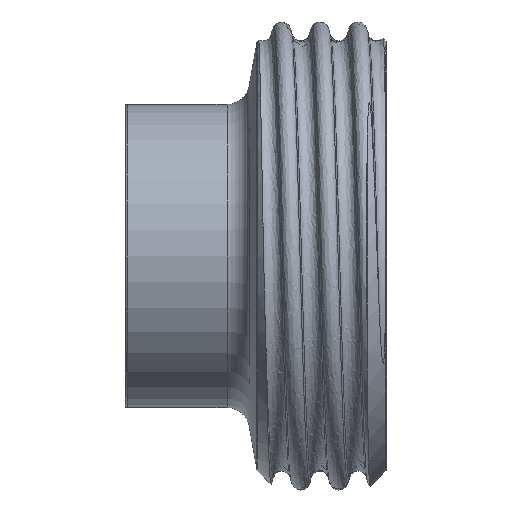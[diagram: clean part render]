
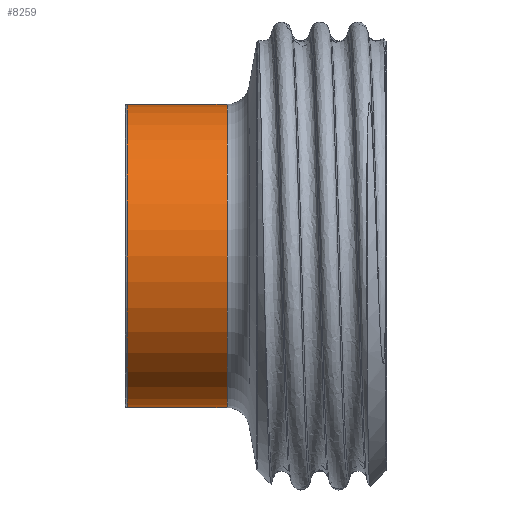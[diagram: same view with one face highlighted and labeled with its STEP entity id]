
A CAD part, front view. The second image highlights one B-rep face of the part: STEP entity #8259.
In plain terms, the highlighted cylindrical face has radius 16.85 mm (diameter 33.7 mm), a partial arc.
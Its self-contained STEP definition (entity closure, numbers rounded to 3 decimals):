
#127 = VERTEX_POINT ( 'NONE', #2655 ) ;
#2423 = CIRCLE ( 'NONE', #6122, 16.85 ) ;
#2655 = CARTESIAN_POINT ( 'NONE',  ( -28.8, 0., -16.85 ) ) ;
#2672 = CIRCLE ( 'NONE', #5804, 16.85 ) ;
#3282 = EDGE_CURVE ( 'NONE', #127, #3455, #3930, .T. ) ;
#3455 = VERTEX_POINT ( 'NONE', #13805 ) ;
#3554 = AXIS2_PLACEMENT_3D ( 'NONE', #18227, #11624, #16689 ) ;
#3930 = LINE ( 'NONE', #9256, #5474 ) ;
#5224 = EDGE_LOOP ( 'NONE', ( #15267, #7879, #12065, #19407 ) ) ;
#5474 = VECTOR ( 'NONE', #14291, 1000. ) ;
#5488 = DIRECTION ( 'NONE',  ( 1., 0., 0. ) ) ;
#5804 = AXIS2_PLACEMENT_3D ( 'NONE', #6360, #9560, #9495 ) ;
#6122 = AXIS2_PLACEMENT_3D ( 'NONE', #12656, #10687, #14412 ) ;
#6360 = CARTESIAN_POINT ( 'NONE',  ( -17.713, 0., 0. ) ) ;
#6612 = LINE ( 'NONE', #7311, #8453 ) ;
#7311 = CARTESIAN_POINT ( 'NONE',  ( 0., 0., 16.85 ) ) ;
#7879 = ORIENTED_EDGE ( 'NONE', *, *, #12345, .T. ) ;
#8259 = ADVANCED_FACE ( 'NONE', ( #19401 ), #20140, .T. ) ;
#8453 = VECTOR ( 'NONE', #5488, 1000. ) ;
#9256 = CARTESIAN_POINT ( 'NONE',  ( 0., 0., -16.85 ) ) ;
#9495 = DIRECTION ( 'NONE',  ( 0., 0., -1. ) ) ;
#9560 = DIRECTION ( 'NONE',  ( 1., 0., 0. ) ) ;
#9831 = EDGE_CURVE ( 'NONE', #10521, #15314, #6612, .T. ) ;
#10521 = VERTEX_POINT ( 'NONE', #12703 ) ;
#10687 = DIRECTION ( 'NONE',  ( 1., 0., 0. ) ) ;
#11624 = DIRECTION ( 'NONE',  ( 1., 0., 0. ) ) ;
#12065 = ORIENTED_EDGE ( 'NONE', *, *, #3282, .T. ) ;
#12345 = EDGE_CURVE ( 'NONE', #10521, #127, #2423, .T. ) ;
#12656 = CARTESIAN_POINT ( 'NONE',  ( -28.8, 0., 0. ) ) ;
#12703 = CARTESIAN_POINT ( 'NONE',  ( -28.8, 0., 16.85 ) ) ;
#13805 = CARTESIAN_POINT ( 'NONE',  ( -17.713, 0., -16.85 ) ) ;
#14291 = DIRECTION ( 'NONE',  ( 1., 0., 0. ) ) ;
#14412 = DIRECTION ( 'NONE',  ( 0., 0., 1. ) ) ;
#15267 = ORIENTED_EDGE ( 'NONE', *, *, #9831, .F. ) ;
#15314 = VERTEX_POINT ( 'NONE', #21314 ) ;
#16689 = DIRECTION ( 'NONE',  ( 0., 0., -1. ) ) ;
#18227 = CARTESIAN_POINT ( 'NONE',  ( 0., 0., 0. ) ) ;
#19401 = FACE_OUTER_BOUND ( 'NONE', #5224, .T. ) ;
#19407 = ORIENTED_EDGE ( 'NONE', *, *, #21148, .F. ) ;
#20140 = CYLINDRICAL_SURFACE ( 'NONE', #3554, 16.85 ) ;
#21148 = EDGE_CURVE ( 'NONE', #15314, #3455, #2672, .T. ) ;
#21314 = CARTESIAN_POINT ( 'NONE',  ( -17.713, 0., 16.85 ) ) ;
